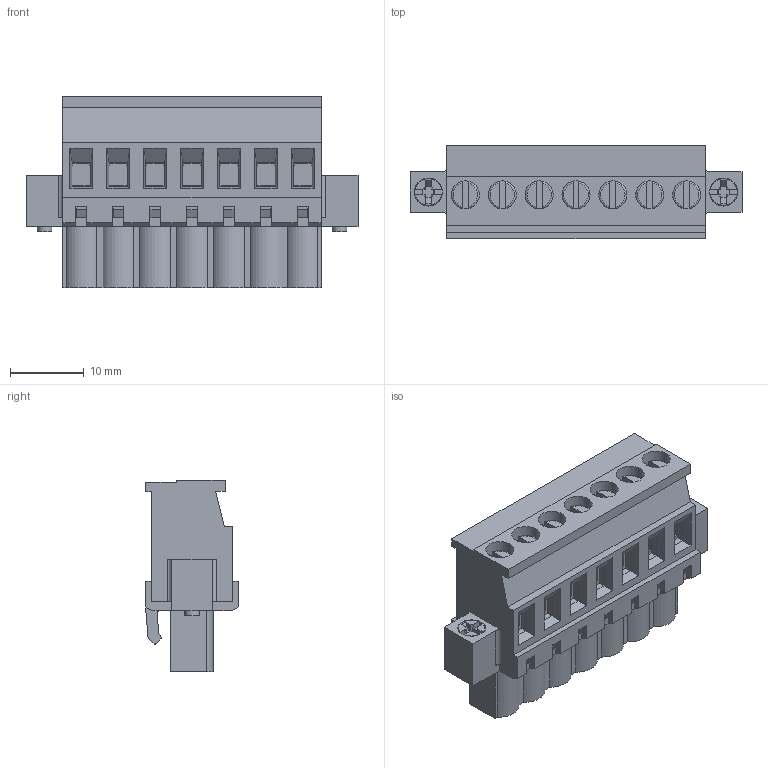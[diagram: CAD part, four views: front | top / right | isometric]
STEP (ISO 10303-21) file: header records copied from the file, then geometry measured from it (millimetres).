
FILE_DESCRIPTION( ( 'Unknown' ), '1' );
FILE_NAME( '691345710007.stp', 'Unknown', ( 'Unknown' ), ( 'Unknown' ), 'PSStep 18.0.17', 'Unknown', ' ' );
FILE_SCHEMA( ( 'AUTOMOTIVE_DESIGN { 1 0 10303 214 1 1 1 1 }' ) );
Length unit declared in the file: millimetre
Products named in the file (7): Assem1; 6913457100xx_CAGE; 6913457100xx_PIN; 6913457100xx_VIS; 6913457100xx_VIS Flange; 691345710007; 691345710007_BAS
Assembly tree (25 placements, depth 2):
  Assem1
    6913457100xx_CAGE  x7
    6913457100xx_PIN  x7
    6913457100xx_VIS  x7
    6913457100xx_VIS Flange  x2
    691345710007
    691345710007_BAS
Bounding box: 45 x 12.6 x 26 mm (x, y, z)
Volume: 5637.1 mm3; surface area: 13002.9 mm2
Topology: 25 solids, 25 shells, 1504 faces, 4192 edges, 2740 vertices
Faces by surface type: plane 1171, cylinder 283, torus 34, cone 16
Full cylindrical faces by diameter (mm): 1.6 x7, 2 x2, 2.2 x7, 2.4 x9, 2.5 x2, 2.9 x14, 3 x7, 3.8 x18
Entity records: 35434 total; most frequent: CARTESIAN_POINT 5080, ORIENTED_EDGE 4898, DIRECTION 4468, EDGE_CURVE 2449, LINE 2242, VECTOR 2242, VERTEX_POINT 1625, AXIS2_PLACEMENT_3D 1113
